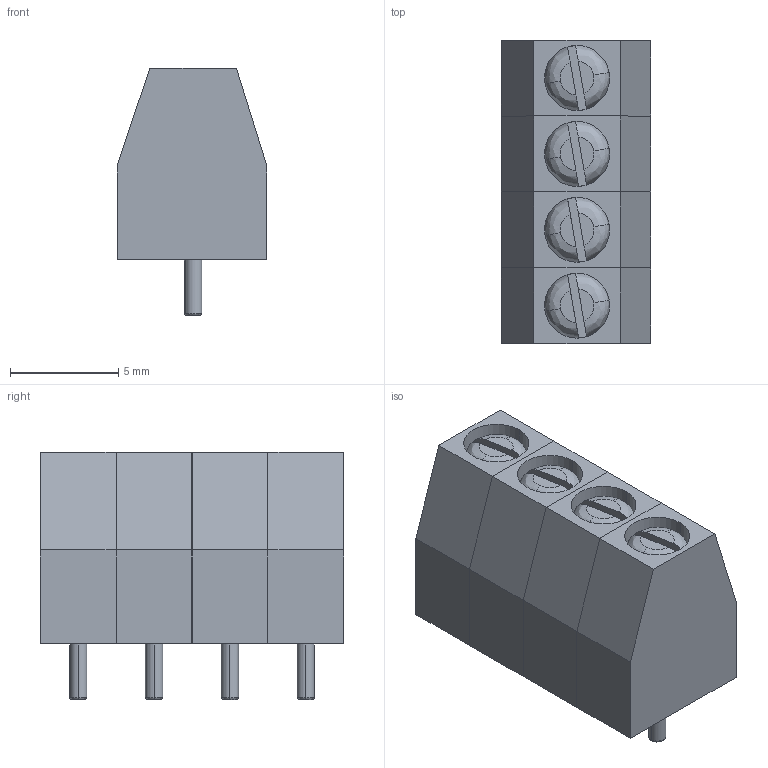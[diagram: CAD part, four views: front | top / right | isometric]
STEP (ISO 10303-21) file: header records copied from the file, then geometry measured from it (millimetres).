
FILE_DESCRIPTION (( 'STEP AP214' ), '1' );
FILE_NAME ('User Library-KF350-4P.STEP', '2019-12-26T06:07:49', ( '' ), ( '' ), 'SwSTEP 2.0', 'SolidWorks 2019', '' );
FILE_SCHEMA (( 'AUTOMOTIVE_DESIGN' ));
Length unit declared in the file: millimetre
Products named in the file (8): KF350 PIN; KF350-1P; User Library-KF350-4P; KF350 M2x4 Screw_91200A100; KF350 Body
Assembly tree (16 placements, depth 3):
  User Library-KF350-4P
    KF350-1P
      KF350 Body
      KF350 PIN
      KF350 M2x4 Screw_91200A100
    KF350-1P
      KF350 Body
      KF350 PIN
      KF350 M2x4 Screw_91200A100
    KF350-1P
      KF350 Body
      KF350 PIN
      KF350 M2x4 Screw_91200A100
    KF350-1P
      KF350 Body
      KF350 PIN
      KF350 M2x4 Screw_91200A100
Bounding box: 6.9 x 14 x 11.4 mm (x, y, z)
Volume: 574.7 mm3; surface area: 1915.8 mm2
Topology: 16 solids, 16 shells, 304 faces, 764 edges, 500 vertices
Faces by surface type: plane 132, cylinder 128, bspline 36, cone 8
Entity records: 4800 total; most frequent: CARTESIAN_POINT 1981, ORIENTED_EDGE 382, DIRECTION 346, EDGE_CURVE 191, AXIS2_PLACEMENT_3D 127, VERTEX_POINT 125, VECTOR 92, LINE 92
